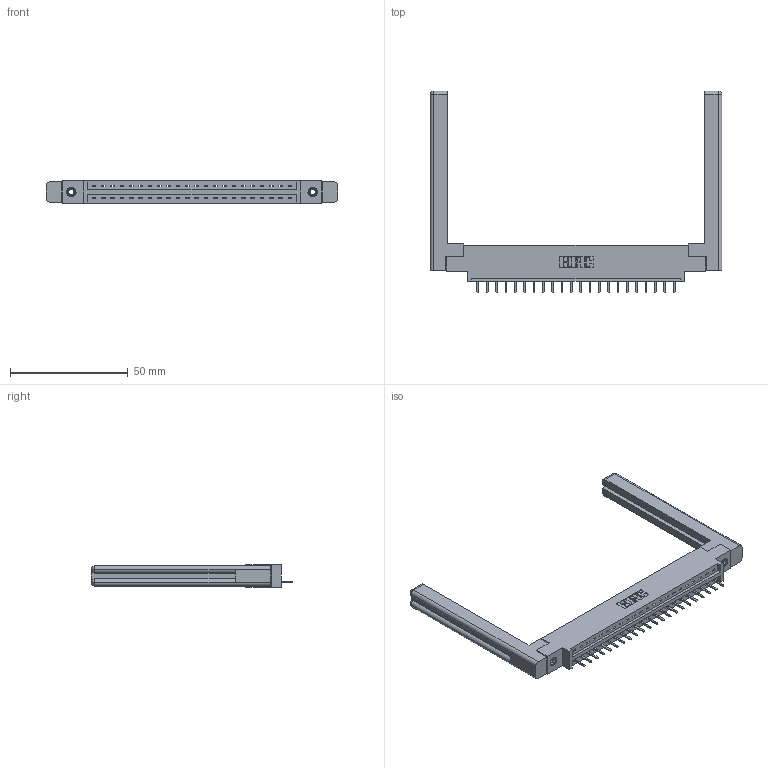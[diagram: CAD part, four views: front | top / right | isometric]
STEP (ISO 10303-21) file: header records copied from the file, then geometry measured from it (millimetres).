
FILE_DESCRIPTION (( 'STEP AP203' ), '1' );
FILE_NAME ('387-022-520-658.STEP', '2019-10-03T00:47:56', ( '' ), ( '' ), 'SwSTEP 2.0', 'SolidWorks 2016', '' );
FILE_SCHEMA (( 'CONFIG_CONTROL_DESIGN' ));
Length unit declared in the file: inch
Products named in the file (5): 337 Part_0.170 Offset - 0.156 Dia-TI; 387-022-520-658; 345-292-001_345-293-120; 345-250-001_345-250-001-102; 307-220-058
Assembly tree (27 placements, depth 2):
  387-022-520-658
    337 Part_0.170 Offset - 0.156 Dia-TI
    345-292-001_345-293-120  x22
    345-250-001_345-250-001-102  x2
    307-220-058  x2
Bounding box: 123.8 x 85.43 x 9.4 mm (x, y, z)
Volume: 19598 mm3; surface area: 17821.2 mm2
Topology: 27 solids, 27 shells, 1712 faces, 4989 edges, 3254 vertices
Faces by surface type: plane 1214, cylinder 474, cone 12, torus 12
Entity records: 21820 total; most frequent: CARTESIAN_POINT 3811, ORIENTED_EDGE 3696, DIRECTION 3256, EDGE_CURVE 1848, VECTOR 1668, LINE 1668, VERTEX_POINT 1222, AXIS2_PLACEMENT_3D 794
